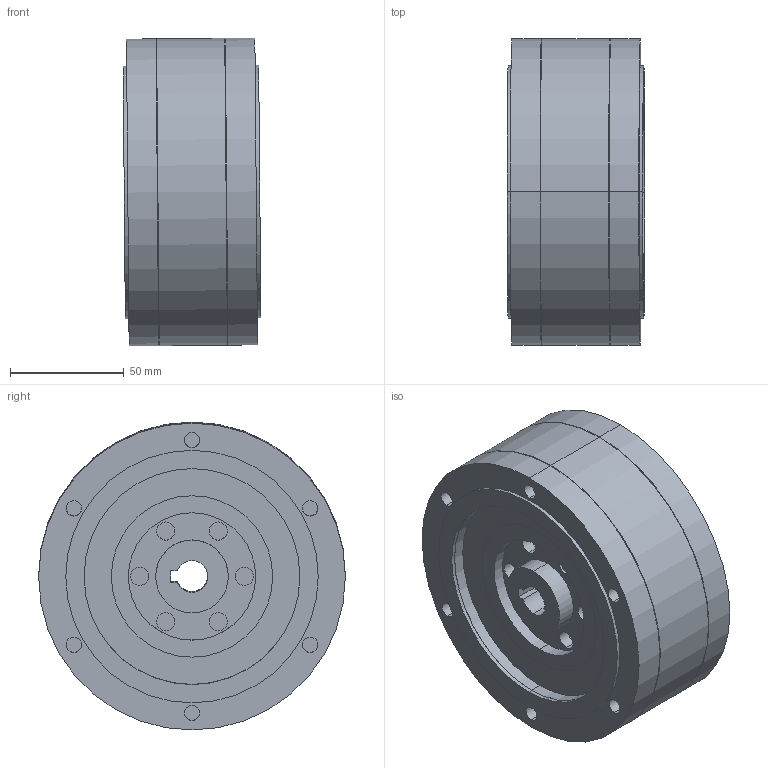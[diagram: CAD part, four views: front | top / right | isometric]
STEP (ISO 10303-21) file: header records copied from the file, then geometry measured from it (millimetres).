
FILE_DESCRIPTION (( 'STEP AP214' ), '1' );
FILE_NAME ('HDB-040-001-M1.STEP', '2018-04-30T17:35:51', ( '' ), ( '' ), 'SwSTEP 2.0', 'SolidWorks 2018', '' );
FILE_SCHEMA (( 'AUTOMOTIVE_DESIGN' ));
Length unit declared in the file: millimetre
Products named in the file (7): HDB-040-006-M1; HDB-040-007-M1; HDB-040-003-M1; HDB-040-002-M1; HDB-040-004-M1; HDB-040-001-M1; HDB-040-005-M1
Assembly tree (9 placements, depth 2):
  HDB-040-001-M1
    HDB-040-002-M1  x2
    HDB-040-003-M1
    HDB-040-004-M1  x2
    HDB-040-005-M1  x2
    HDB-040-006-M1
    HDB-040-007-M1
Bounding box: 60.61 x 135 x 135.49 mm (x, y, z)
Volume: 607670.5 mm3; surface area: 196372.9 mm2
Topology: 9 solids, 9 shells, 2958 faces, 7978 edges, 5052 vertices
Faces by surface type: plane 1556, cylinder 1002, torus 400
Entity records: 56620 total; most frequent: CARTESIAN_POINT 12600, ORIENTED_EDGE 9364, DIRECTION 8894, EDGE_CURVE 4682, LINE 3130, VECTOR 3130, VERTEX_POINT 2988, AXIS2_PLACEMENT_3D 2882
